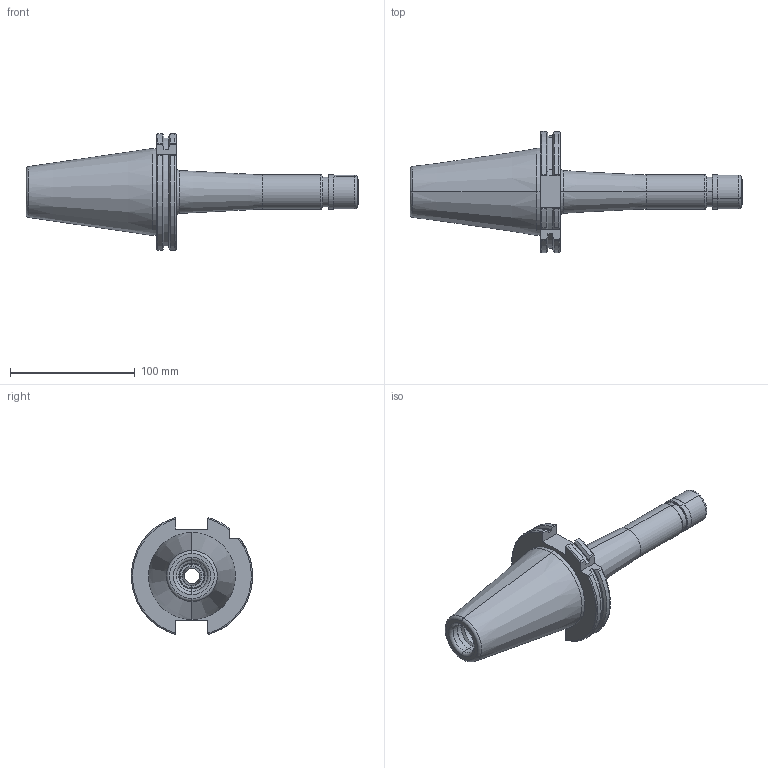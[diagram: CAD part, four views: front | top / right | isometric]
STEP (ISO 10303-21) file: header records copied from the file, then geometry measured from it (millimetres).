
FILE_DESCRIPTION (( 'STEP AP203' ), '1' );
FILE_NAME ('222-S7118-222.STEP', '2019-04-16T07:28:16', ( 'Acer' ), ( '' ), 'SwSTEP 2.0', 'SolidWorks 2018', '' );
FILE_SCHEMA (( 'CONFIG_CONTROL_DESIGN' ));
Length unit declared in the file: millimetre
Products named in the file (1): 222-S7118-222
Bounding box: 266.6 x 97.19 x 93.56 mm (x, y, z)
Surface area: 54085.4 mm2 (no closed solid volume)
Topology: 0 solids, 6 shells, 128 faces, 319 edges, 200 vertices
Faces by surface type: plane 40, cylinder 36, cone 28, torus 24
Entity records: 4042 total; most frequent: CARTESIAN_POINT 905, DIRECTION 673, ORIENTED_EDGE 614, EDGE_CURVE 319, AXIS2_PLACEMENT_3D 277, VERTEX_POINT 200, CIRCLE 148, EDGE_LOOP 137
